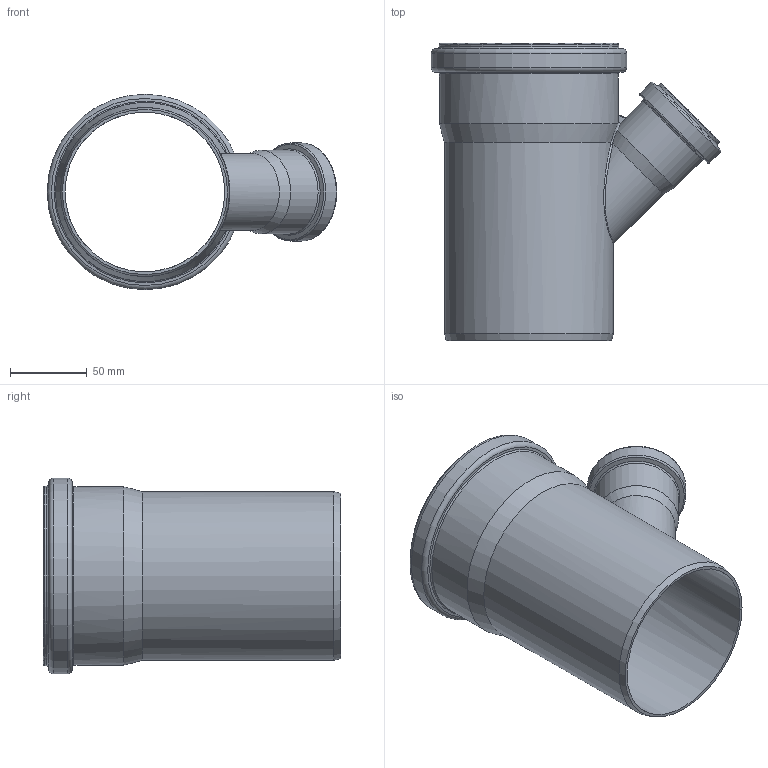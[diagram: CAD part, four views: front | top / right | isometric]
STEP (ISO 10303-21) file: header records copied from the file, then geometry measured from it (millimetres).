
FILE_DESCRIPTION(/* description */ (''),/* implementation_level */ '2;1');
FILE_NAME(/* name */ '175220 HTsafeEA DN_OD 110_50_45°.stp',/* time_stamp */ '2017-03-13T11:59:41+01:00',/* author */ ('user1'),/* organization */ (''),/* preprocessor_version */ 'ST-DEVELOPER v16.1',/* originating_system */ 'Autodesk Inventor 2016',/* authorisation */ '');
FILE_SCHEMA (('AUTOMOTIVE_DESIGN { 1 0 10303 214 3 1 1 }'));
Length unit declared in the file: millimetre
Products named in the file (1): 175220 HTsafeEA DN_OD 110_50_45°
Bounding box: 189.08 x 194 x 127.6 mm (x, y, z)
Volume: 226986.9 mm3; surface area: 163766.1 mm2
Topology: 1 solids, 1 shells, 64 faces, 151 edges, 90 vertices
Faces by surface type: cylinder 20, torus 20, cone 13, plane 8, bspline 3
Full cylindrical faces by diameter (mm): 46.2 x1, 50.8 x1, 51.1 x2, 54.6 x1, 54.9 x1, 60.3 x1, 64.1 x1, 104.3 x1, 110.3 x1, 111 x1, 111.3 x2, 116.8 x1, 117.1 x1, 121.8 x1, 127.6 x1
Entity records: 130192 total; most frequent: CARTESIAN_POINT 128910, DIRECTION 275, ORIENTED_EDGE 194, AXIS2_PLACEMENT_3D 133, EDGE_LOOP 118, EDGE_CURVE 97, VERTEX_POINT 85, FACE_OUTER_BOUND 64
